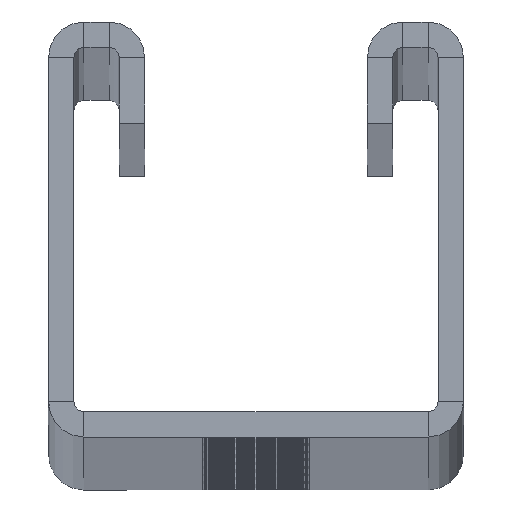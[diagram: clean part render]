
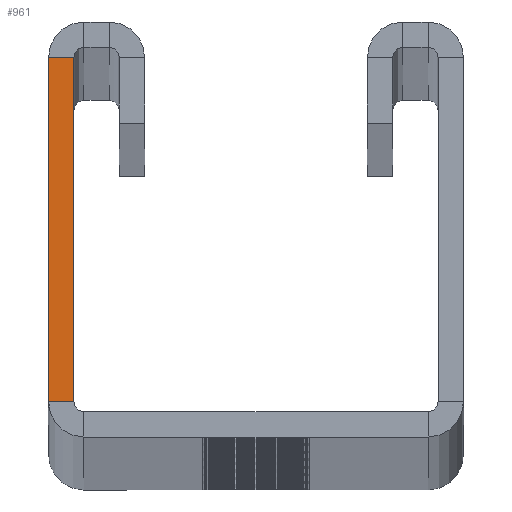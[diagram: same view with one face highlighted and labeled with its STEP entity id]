
A CAD part, top view. The second image highlights one B-rep face of the part: STEP entity #961.
In plain terms, the highlighted planar face has unit normal (0, 0, 1).
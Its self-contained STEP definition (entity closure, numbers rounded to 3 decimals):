
#55 = DIRECTION ( 'NONE',  ( 1., 0., 0. ) ) ;
#56 = DIRECTION ( 'NONE',  ( 0., 0., 1. ) ) ;
#57 = CARTESIAN_POINT ( 'NONE',  ( -17., 2.5, 1500. ) ) ;
#65 = PLANE ( 'NONE',  #12498 ) ;
#335 = LINE ( 'NONE', #9460, #342 ) ;
#337 = LINE ( 'NONE', #9472, #340 ) ;
#340 = VECTOR ( 'NONE', #9473, 1000. ) ;
#342 = VECTOR ( 'NONE', #9474, 1000. ) ;
#350 = LINE ( 'NONE', #9490, #356 ) ;
#356 = VECTOR ( 'NONE', #9486, 1000. ) ;
#425 = LINE ( 'NONE', #9568, #429 ) ;
#429 = VECTOR ( 'NONE', #9566, 1000. ) ;
#961 = ADVANCED_FACE ( 'NONE', ( #1813 ), #65, .T. ) ;
#1813 = FACE_OUTER_BOUND ( 'NONE', #8087, .T. ) ;
#2974 = ORIENTED_EDGE ( 'NONE', *, *, #11418, .T. ) ;
#2975 = ORIENTED_EDGE ( 'NONE', *, *, #11426, .T. ) ;
#2976 = ORIENTED_EDGE ( 'NONE', *, *, #11417, .F. ) ;
#2977 = ORIENTED_EDGE ( 'NONE', *, *, #11464, .T. ) ;
#4455 = VERTEX_POINT ( 'NONE', #6963 ) ;
#4504 = VERTEX_POINT ( 'NONE', #7007 ) ;
#4531 = VERTEX_POINT ( 'NONE', #7034 ) ;
#4552 = VERTEX_POINT ( 'NONE', #7052 ) ;
#6963 = CARTESIAN_POINT ( 'NONE',  ( -18., 37.5, 1500. ) ) ;
#7007 = CARTESIAN_POINT ( 'NONE',  ( -20.5, 3.5, 1500. ) ) ;
#7034 = CARTESIAN_POINT ( 'NONE',  ( -20.5, 37.5, 1500. ) ) ;
#7052 = CARTESIAN_POINT ( 'NONE',  ( -18., 3.5, 1500. ) ) ;
#8087 = EDGE_LOOP ( 'NONE', ( #2974, #2975, #2976, #2977 ) ) ;
#9460 = CARTESIAN_POINT ( 'NONE',  ( -20.5, 37.5, 1500. ) ) ;
#9472 = CARTESIAN_POINT ( 'NONE',  ( -18., 37.5, 1500. ) ) ;
#9473 = DIRECTION ( 'NONE',  ( 0., -1., 0. ) ) ;
#9474 = DIRECTION ( 'NONE',  ( 0., -1., 0. ) ) ;
#9486 = DIRECTION ( 'NONE',  ( 1., 0., 0. ) ) ;
#9490 = CARTESIAN_POINT ( 'NONE',  ( -20.5, 3.5, 1500. ) ) ;
#9566 = DIRECTION ( 'NONE',  ( -1., 0., 0. ) ) ;
#9568 = CARTESIAN_POINT ( 'NONE',  ( -18., 37.5, 1500. ) ) ;
#11417 = EDGE_CURVE ( 'NONE', #4455, #4552, #337, .T. ) ;
#11418 = EDGE_CURVE ( 'NONE', #4531, #4504, #335, .T. ) ;
#11426 = EDGE_CURVE ( 'NONE', #4504, #4552, #350, .T. ) ;
#11464 = EDGE_CURVE ( 'NONE', #4455, #4531, #425, .T. ) ;
#12498 = AXIS2_PLACEMENT_3D ( 'NONE', #57, #56, #55 ) ;
